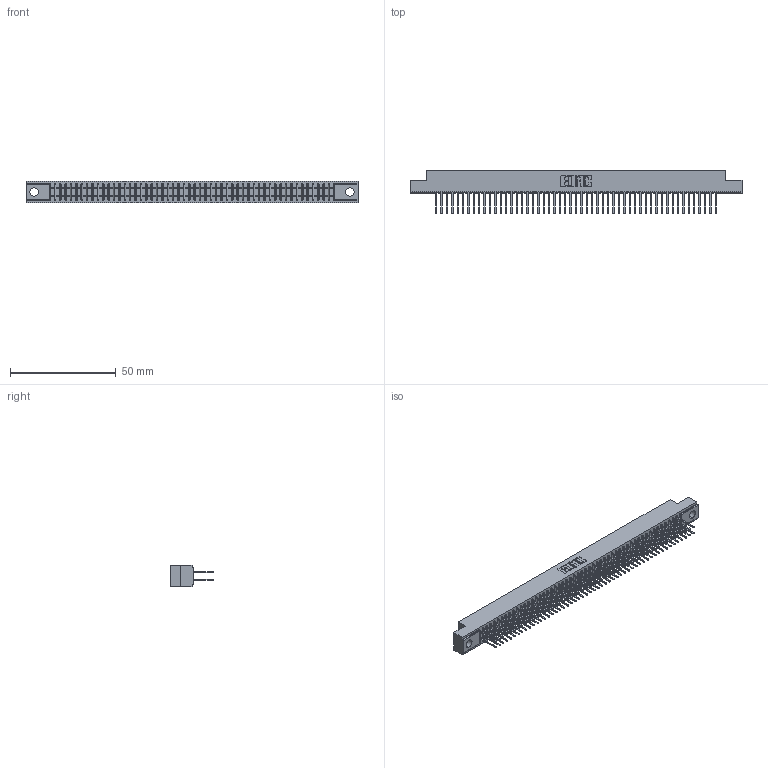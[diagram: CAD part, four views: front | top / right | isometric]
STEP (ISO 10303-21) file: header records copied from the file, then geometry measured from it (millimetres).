
FILE_DESCRIPTION (( 'STEP AP203' ), '1' );
FILE_NAME ('341-106-522-204.STEP', '2018-08-08T11:55:48', ( '' ), ( '' ), 'SwSTEP 2.0', 'SolidWorks 2016', '' );
FILE_SCHEMA (( 'CONFIG_CONTROL_DESIGN' ));
Length unit declared in the file: inch
Products named in the file (3): 341 Part_.156 (3.96) Dia Mounting Holes; 341-292-001_341-292-122; 341-106-522-204
Assembly tree (107 placements, depth 2):
  341-106-522-204
    341 Part_.156 (3.96) Dia Mounting Holes
    341-292-001_341-292-122  x106
Bounding box: 156.84 x 20.62 x 10.16 mm (x, y, z)
Volume: 11631.2 mm3; surface area: 21829.9 mm2
Topology: 107 solids, 107 shells, 7126 faces, 20651 edges, 13374 vertices
Faces by surface type: plane 4322, cylinder 2592, sphere 108, torus 104
Entity records: 63094 total; most frequent: CARTESIAN_POINT 10493, ORIENTED_EDGE 10426, DIRECTION 10167, EDGE_CURVE 5213, LINE 4231, VECTOR 4231, VERTEX_POINT 3294, AXIS2_PLACEMENT_3D 2968
